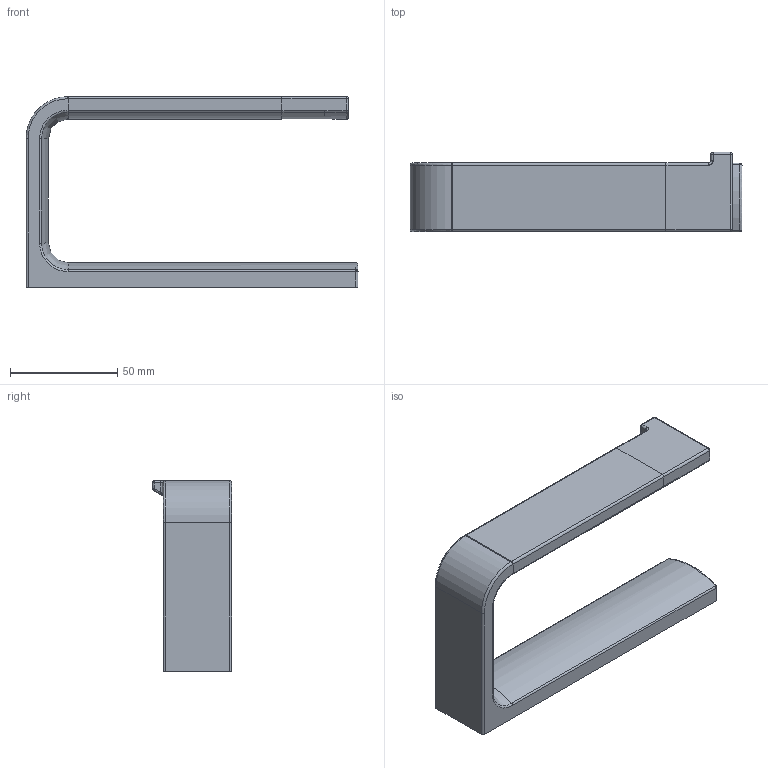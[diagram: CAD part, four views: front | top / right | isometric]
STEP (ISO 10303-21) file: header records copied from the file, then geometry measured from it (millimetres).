
FILE_DESCRIPTION (( 'STEP AP214' ), '1' );
FILE_NAME ('83500976ff_PM.STEP', '2024-02-26T07:11:51', ( '' ), ( '' ), 'SwSTEP 2.0', 'SolidWorks 2023', '' );
FILE_SCHEMA (( 'AUTOMOTIVE_DESIGN' ));
Length unit declared in the file: millimetre
Products named in the file (4): 83500976ff_PM; Planungsmodell_Rohr-+-23-1452-3_K1; Planungsmodell_Rohr-+-23-1452-2_K1_100x32; Planungsmodell_Halter-+-08179707621_K1_32x90
Assembly tree (3 placements, depth 2):
  83500976ff_PM
    Planungsmodell_Rohr-+-23-1452-2_K1_100x32
    Planungsmodell_Rohr-+-23-1452-3_K1
    Planungsmodell_Halter-+-08179707621_K1_32x90
Bounding box: 155 x 37 x 89 mm (x, y, z)
Volume: 123139.1 mm3; surface area: 33480.2 mm2
Topology: 3 solids, 3 shells, 133 faces, 303 edges, 172 vertices
Faces by surface type: cylinder 59, bspline 38, plane 33, cone 3
Entity records: 6263 total; most frequent: CARTESIAN_POINT 3479, ORIENTED_EDGE 594, DIRECTION 513, EDGE_CURVE 297, AXIS2_PLACEMENT_3D 194, VERTEX_POINT 172, EDGE_LOOP 135, ADVANCED_FACE 133
